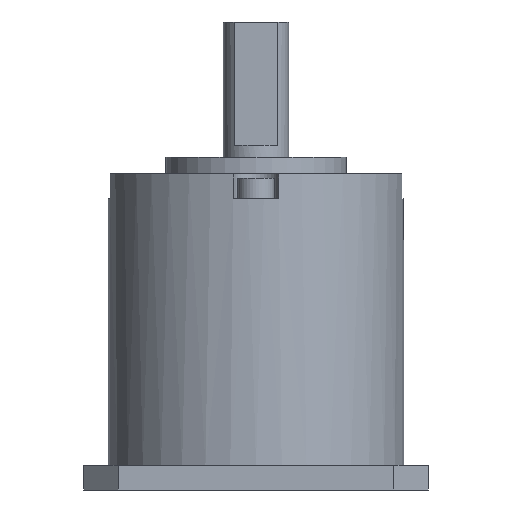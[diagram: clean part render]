
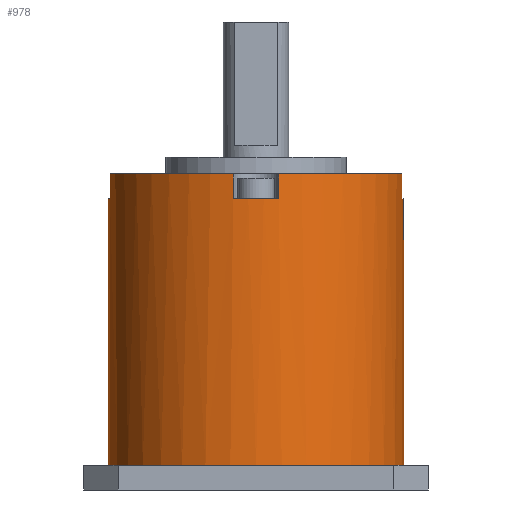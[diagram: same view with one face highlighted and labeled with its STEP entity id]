
A CAD part, front view. The second image highlights one B-rep face of the part: STEP entity #978.
In plain terms, the highlighted cylindrical face has radius 18 mm (diameter 36 mm), a full revolution.
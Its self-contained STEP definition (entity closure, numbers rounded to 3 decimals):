
#125=FACE_OUTER_BOUND('',#198,.T.);
#198=EDGE_LOOP('',(#845,#846,#847,#848,#849,#850,#851,#852,#853,#854,#855,
#856,#857,#858,#859,#860,#861,#862,#863,#864));
#224=LINE('',#1489,#304);
#227=LINE('',#1500,#307);
#232=LINE('',#1512,#312);
#235=LINE('',#1523,#315);
#238=LINE('',#1532,#318);
#244=LINE('',#1544,#324);
#248=LINE('',#1558,#328);
#251=LINE('',#1569,#331);
#282=LINE('',#1663,#362);
#304=VECTOR('',#1201,10.);
#307=VECTOR('',#1212,10.);
#312=VECTOR('',#1223,10.);
#315=VECTOR('',#1234,10.);
#318=VECTOR('',#1243,10.);
#324=VECTOR('',#1251,10.);
#328=VECTOR('',#1267,10.);
#331=VECTOR('',#1278,10.);
#362=VECTOR('',#1379,18.);
#392=CIRCLE('',#1044,18.);
#395=CIRCLE('',#1051,18.);
#398=CIRCLE('',#1058,18.);
#401=CIRCLE('',#1065,18.);
#402=CIRCLE('',#1066,18.);
#403=CIRCLE('',#1068,18.);
#404=CIRCLE('',#1069,18.);
#405=CIRCLE('',#1070,18.);
#406=CIRCLE('',#1071,18.);
#416=CIRCLE('',#1094,18.);
#443=VERTEX_POINT('',#1483);
#445=VERTEX_POINT('',#1487);
#448=VERTEX_POINT('',#1497);
#449=VERTEX_POINT('',#1499);
#451=VERTEX_POINT('',#1506);
#453=VERTEX_POINT('',#1510);
#456=VERTEX_POINT('',#1520);
#457=VERTEX_POINT('',#1522);
#458=VERTEX_POINT('',#1528);
#460=VERTEX_POINT('',#1531);
#463=VERTEX_POINT('',#1538);
#465=VERTEX_POINT('',#1542);
#467=VERTEX_POINT('',#1552);
#469=VERTEX_POINT('',#1556);
#472=VERTEX_POINT('',#1566);
#473=VERTEX_POINT('',#1568);
#474=VERTEX_POINT('',#1572);
#500=VERTEX_POINT('',#1655);
#542=EDGE_CURVE('',#443,#445,#224,.T.);
#547=EDGE_CURVE('',#449,#448,#227,.T.);
#549=EDGE_CURVE('',#445,#449,#392,.T.);
#553=EDGE_CURVE('',#451,#453,#232,.T.);
#558=EDGE_CURVE('',#457,#456,#235,.T.);
#560=EDGE_CURVE('',#453,#457,#395,.T.);
#562=EDGE_CURVE('',#460,#458,#238,.T.);
#568=EDGE_CURVE('',#463,#465,#244,.T.);
#571=EDGE_CURVE('',#465,#460,#398,.T.);
#575=EDGE_CURVE('',#467,#469,#248,.T.);
#580=EDGE_CURVE('',#473,#472,#251,.T.);
#582=EDGE_CURVE('',#474,#473,#401,.T.);
#583=EDGE_CURVE('',#469,#474,#402,.T.);
#584=EDGE_CURVE('',#443,#456,#403,.T.);
#585=EDGE_CURVE('',#451,#472,#404,.T.);
#586=EDGE_CURVE('',#467,#458,#405,.T.);
#587=EDGE_CURVE('',#463,#448,#406,.T.);
#625=EDGE_CURVE('',#500,#500,#416,.T.);
#628=EDGE_CURVE('',#474,#500,#282,.T.);
#845=ORIENTED_EDGE('',*,*,#547,.T.);
#846=ORIENTED_EDGE('',*,*,#587,.F.);
#847=ORIENTED_EDGE('',*,*,#568,.T.);
#848=ORIENTED_EDGE('',*,*,#571,.T.);
#849=ORIENTED_EDGE('',*,*,#562,.T.);
#850=ORIENTED_EDGE('',*,*,#586,.F.);
#851=ORIENTED_EDGE('',*,*,#575,.T.);
#852=ORIENTED_EDGE('',*,*,#583,.T.);
#853=ORIENTED_EDGE('',*,*,#628,.T.);
#854=ORIENTED_EDGE('',*,*,#625,.T.);
#855=ORIENTED_EDGE('',*,*,#628,.F.);
#856=ORIENTED_EDGE('',*,*,#582,.T.);
#857=ORIENTED_EDGE('',*,*,#580,.T.);
#858=ORIENTED_EDGE('',*,*,#585,.F.);
#859=ORIENTED_EDGE('',*,*,#553,.T.);
#860=ORIENTED_EDGE('',*,*,#560,.T.);
#861=ORIENTED_EDGE('',*,*,#558,.T.);
#862=ORIENTED_EDGE('',*,*,#584,.F.);
#863=ORIENTED_EDGE('',*,*,#542,.T.);
#864=ORIENTED_EDGE('',*,*,#549,.T.);
#926=CYLINDRICAL_SURFACE('',#1098,18.);
#978=ADVANCED_FACE('',(#125),#926,.T.);
#1044=AXIS2_PLACEMENT_3D('',#1503,#1216,#1217);
#1051=AXIS2_PLACEMENT_3D('',#1526,#1238,#1239);
#1058=AXIS2_PLACEMENT_3D('',#1549,#1260,#1261);
#1065=AXIS2_PLACEMENT_3D('',#1573,#1282,#1283);
#1066=AXIS2_PLACEMENT_3D('',#1574,#1284,#1285);
#1068=AXIS2_PLACEMENT_3D('',#1576,#1288,#1289);
#1069=AXIS2_PLACEMENT_3D('',#1577,#1290,#1291);
#1070=AXIS2_PLACEMENT_3D('',#1578,#1292,#1293);
#1071=AXIS2_PLACEMENT_3D('',#1579,#1294,#1295);
#1094=AXIS2_PLACEMENT_3D('',#1656,#1368,#1369);
#1098=AXIS2_PLACEMENT_3D('',#1662,#1377,#1378);
#1201=DIRECTION('',(0.,0.,-1.));
#1212=DIRECTION('',(0.,0.,1.));
#1216=DIRECTION('center_axis',(0.,0.,-1.));
#1217=DIRECTION('ref_axis',(1.,0.,0.));
#1223=DIRECTION('',(0.,0.,-1.));
#1234=DIRECTION('',(0.,0.,1.));
#1238=DIRECTION('center_axis',(0.,0.,-1.));
#1239=DIRECTION('ref_axis',(1.,0.,0.));
#1243=DIRECTION('',(0.,0.,1.));
#1251=DIRECTION('',(0.,0.,-1.));
#1260=DIRECTION('center_axis',(0.,0.,-1.));
#1261=DIRECTION('ref_axis',(1.,0.,0.));
#1267=DIRECTION('',(0.,0.,-1.));
#1278=DIRECTION('',(0.,0.,1.));
#1282=DIRECTION('center_axis',(0.,0.,-1.));
#1283=DIRECTION('ref_axis',(1.,0.,0.));
#1284=DIRECTION('center_axis',(0.,0.,-1.));
#1285=DIRECTION('ref_axis',(1.,0.,0.));
#1288=DIRECTION('center_axis',(0.,0.,1.));
#1289=DIRECTION('ref_axis',(1.,0.,0.));
#1290=DIRECTION('center_axis',(0.,0.,1.));
#1291=DIRECTION('ref_axis',(1.,0.,0.));
#1292=DIRECTION('center_axis',(0.,0.,1.));
#1293=DIRECTION('ref_axis',(1.,0.,0.));
#1294=DIRECTION('center_axis',(0.,0.,1.));
#1295=DIRECTION('ref_axis',(1.,0.,0.));
#1368=DIRECTION('center_axis',(0.,0.,1.));
#1369=DIRECTION('ref_axis',(1.,0.,0.));
#1377=DIRECTION('center_axis',(0.,0.,1.));
#1378=DIRECTION('ref_axis',(1.,0.,0.));
#1379=DIRECTION('',(0.,0.,-1.));
#1483=CARTESIAN_POINT('',(17.781,2.8,38.5));
#1487=CARTESIAN_POINT('',(17.781,2.8,35.5));
#1489=CARTESIAN_POINT('',(17.781,2.8,0.));
#1497=CARTESIAN_POINT('',(17.781,-2.8,38.5));
#1499=CARTESIAN_POINT('',(17.781,-2.8,35.5));
#1500=CARTESIAN_POINT('',(17.781,-2.8,0.));
#1503=CARTESIAN_POINT('Origin',(0.,0.,35.5));
#1506=CARTESIAN_POINT('',(-2.8,17.781,38.5));
#1510=CARTESIAN_POINT('',(-2.8,17.781,35.5));
#1512=CARTESIAN_POINT('',(-2.8,17.781,0.));
#1520=CARTESIAN_POINT('',(2.8,17.781,38.5));
#1522=CARTESIAN_POINT('',(2.8,17.781,35.5));
#1523=CARTESIAN_POINT('',(2.8,17.781,0.));
#1526=CARTESIAN_POINT('Origin',(0.,0.,35.5));
#1528=CARTESIAN_POINT('',(-2.8,-17.781,38.5));
#1531=CARTESIAN_POINT('',(-2.8,-17.781,35.5));
#1532=CARTESIAN_POINT('',(-2.8,-17.781,0.));
#1538=CARTESIAN_POINT('',(2.8,-17.781,38.5));
#1542=CARTESIAN_POINT('',(2.8,-17.781,35.5));
#1544=CARTESIAN_POINT('',(2.8,-17.781,0.));
#1549=CARTESIAN_POINT('Origin',(0.,0.,35.5));
#1552=CARTESIAN_POINT('',(-17.781,-2.8,38.5));
#1556=CARTESIAN_POINT('',(-17.781,-2.8,35.5));
#1558=CARTESIAN_POINT('',(-17.781,-2.8,0.));
#1566=CARTESIAN_POINT('',(-17.781,2.8,38.5));
#1568=CARTESIAN_POINT('',(-17.781,2.8,35.5));
#1569=CARTESIAN_POINT('',(-17.781,2.8,0.));
#1572=CARTESIAN_POINT('',(-18.,0.,35.5));
#1573=CARTESIAN_POINT('Origin',(0.,0.,35.5));
#1574=CARTESIAN_POINT('Origin',(0.,0.,35.5));
#1576=CARTESIAN_POINT('Origin',(0.,0.,38.5));
#1577=CARTESIAN_POINT('Origin',(0.,0.,38.5));
#1578=CARTESIAN_POINT('Origin',(0.,0.,38.5));
#1579=CARTESIAN_POINT('Origin',(0.,0.,38.5));
#1655=CARTESIAN_POINT('',(-18.,0.,3.));
#1656=CARTESIAN_POINT('Origin',(0.,0.,3.));
#1662=CARTESIAN_POINT('Origin',(0.,0.,0.));
#1663=CARTESIAN_POINT('',(-18.,0.,0.));
